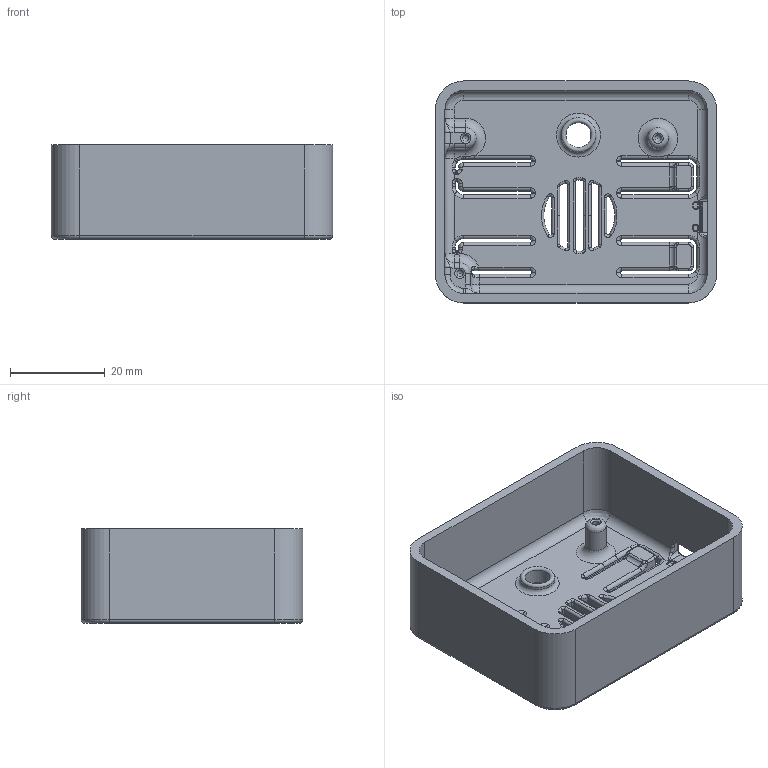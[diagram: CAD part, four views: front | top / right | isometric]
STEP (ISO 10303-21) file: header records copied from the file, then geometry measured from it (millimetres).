
FILE_DESCRIPTION(/* description */ (''),/* implementation_level */ '2;1');
FILE_NAME(/* name */ 'Case2.step',/* time_stamp */ '2023-10-09T21:25:51+01:00',/* author */ (''),/* organization */ (''),/* preprocessor_version */ 'ST-DEVELOPER v20',/* originating_system */ 'Autodesk Translation Framework v12.14.0.127',/* authorisation */ '');
FILE_SCHEMA (('AUTOMOTIVE_DESIGN { 1 0 10303 214 3 1 1 }'));
Length unit declared in the file: millimetre
Products named in the file (1): Case
Bounding box: 59.5 x 46.96 x 20 mm (x, y, z)
Volume: 12809.3 mm3; surface area: 13381.9 mm2
Topology: 1 solids, 1 shells, 717 faces, 1699 edges, 968 vertices
Faces by surface type: cylinder 301, torus 169, bspline 129, plane 100, sphere 18
Full cylindrical faces by diameter (mm): 1.4 x3, 4.4 x1, 5.3 x1, 7.3 x1
Entity records: 23518 total; most frequent: CARTESIAN_POINT 7170, DIRECTION 3611, ORIENTED_EDGE 3370, EDGE_CURVE 1685, AXIS2_PLACEMENT_3D 1518, VERTEX_POINT 968, CIRCLE 881, EDGE_LOOP 741
